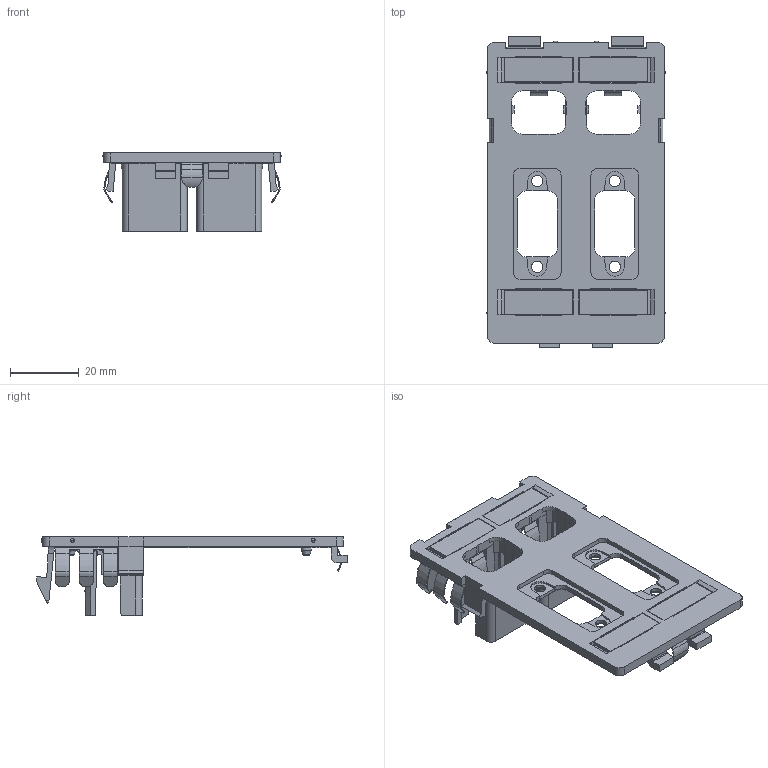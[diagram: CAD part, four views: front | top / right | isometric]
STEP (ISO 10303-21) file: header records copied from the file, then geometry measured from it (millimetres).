
FILE_DESCRIPTION(('CATIA V5 STEP Exchange','CAx-IF Rec.Pracs.--- Model Styling and Organization---1.4--- 2014-01-23'),'2;1');
FILE_NAME ('013593-2_2', '2019-10-09T17:01:38+00:00', ('none'), ('Weidmueller'), 'CATIA Version 5-6 Release 2016 SP3 HF44', 'CATIA V5 STEP AP214', 'none');
FILE_SCHEMA(('AUTOMOTIVE_DESIGN { 1 0 10303 214 1 1 1 1 }'));
Length unit declared in the file: millimetre
Products named in the file (1): 1450590000
Bounding box: 51.9 x 90.5 x 22.8 mm (x, y, z)
Volume: 13782.3 mm3; surface area: 21791.8 mm2
Topology: 6 solids, 6 shells, 1045 faces, 2761 edges, 1752 vertices
Faces by surface type: plane 681, cylinder 286, torus 30, bspline 20, cone 14, sphere 12, extrusion 2
Entity records: 30934 total; most frequent: CARTESIAN_POINT 6776, ORIENTED_EDGE 5498, DIRECTION 4022, EDGE_CURVE 2749, VECTOR 1981, LINE 1979, VERTEX_POINT 1752, AXIS2_PLACEMENT_3D 1293
